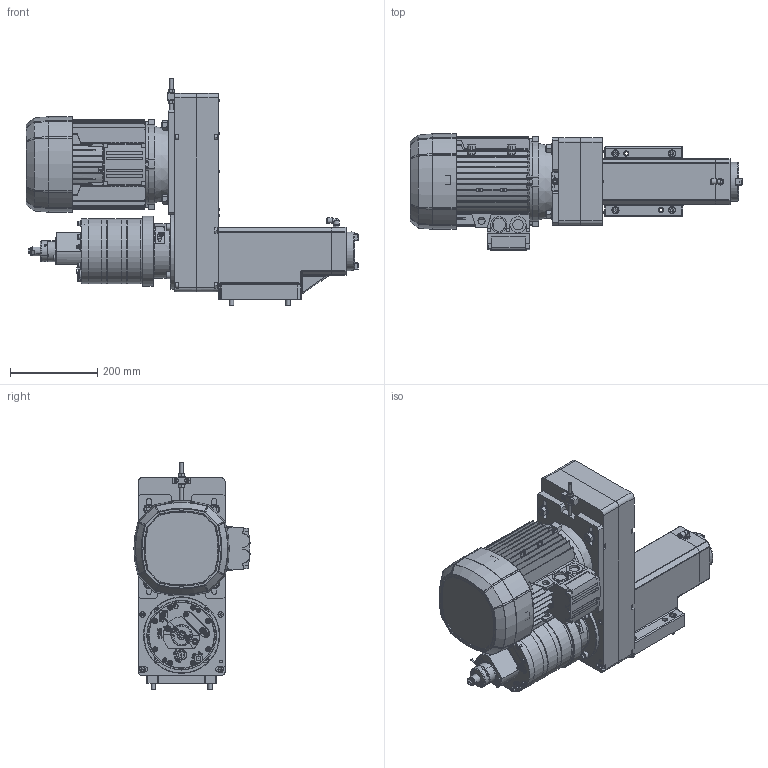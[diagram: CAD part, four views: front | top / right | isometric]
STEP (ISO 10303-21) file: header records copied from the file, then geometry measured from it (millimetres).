
FILE_DESCRIPTION(/* description */ ('Unknown'),/* implementation_level */ '2;1');
FILE_NAME(/* name */ 'CG.30-AN',/* time_stamp */ '2024-11-20T11:19:29+01:00',/* author */ ('Unknown'),/* organization */ ('Unknown'),/* preprocessor_version */ 'ST-DEVELOPER v19.4',/* originating_system */ 'Solid Edge',/* authorisation */ 'Unknown');
FILE_SCHEMA (('AUTOMOTIVE_DESIGN {1 0 10303 214 3 1 1}'));
Products named in the file (1): CG.30-AN
Bounding box: 762 x 266.77 x 522.25 mm (x, y, z)
Surface area: 1489772.5 mm2 (no closed solid volume)
Topology: 0 solids, 261 shells, 2349 faces, 9939 edges, 7607 vertices
Faces by surface type: plane 1135, cylinder 627, cone 298, torus 218, bspline 40, sphere 31
Full cylindrical faces by diameter (mm): 2.6 x4, 3.7 x1, 4 x4, 4.917 x6, 6 x1, 6.5 x3, 6.8 x4, 7 x11, 7.64 x2, 8 x3, 10 x16, 10.106 x4, 10.4 x2, 10.5 x2, 11.5 x1, 12 x14, 12.8 x1, 13 x9, 14 x3, 16 x6, 16.5 x6, 17.5 x4, 23.782 x2, 24 x4, 30.5 x2, 37 x4, 50 x1, 88.882 x1, 100 x1, 125 x1
Entity records: 111725 total; most frequent: CARTESIAN_POINT 34223, DIRECTION 14076, ORIENTED_EDGE 13988, EDGE_CURVE 9535, VERTEX_POINT 7546, AXIS2_PLACEMENT_3D 4738, LINE 4600, VECTOR 4600
